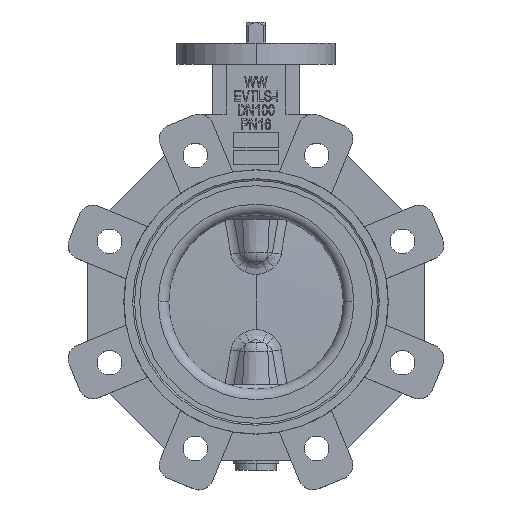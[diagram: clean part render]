
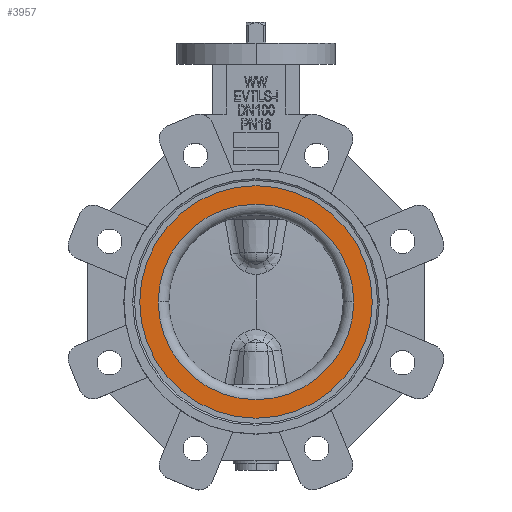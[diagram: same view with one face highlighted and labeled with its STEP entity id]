
A CAD part, top view. The second image highlights one B-rep face of the part: STEP entity #3957.
In plain terms, the highlighted planar face has unit normal (0, 0, 1).
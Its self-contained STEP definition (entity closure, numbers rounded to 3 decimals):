
#154 = DIRECTION ( 'NONE',  ( 1., 0., 0. ) ) ;
#769 = CARTESIAN_POINT ( 'NONE',  ( -66., 0., 27. ) ) ;
#1751 = DIRECTION ( 'NONE',  ( 1., 0., 0. ) ) ;
#1815 = CARTESIAN_POINT ( 'NONE',  ( 0., 0., 27. ) ) ;
#1952 = DIRECTION ( 'NONE',  ( 1., 0., 0. ) ) ;
#1994 = CIRCLE ( 'NONE', #5914, 66. ) ;
#2068 = ORIENTED_EDGE ( 'NONE', *, *, #4119, .F. ) ;
#2316 = DIRECTION ( 'NONE',  ( 1., 0., 0. ) ) ;
#2792 = EDGE_LOOP ( 'NONE', ( #3143, #2068 ) ) ;
#2956 = DIRECTION ( 'NONE',  ( -1., 0., 0. ) ) ;
#3143 = ORIENTED_EDGE ( 'NONE', *, *, #18032, .F. ) ;
#3180 = AXIS2_PLACEMENT_3D ( 'NONE', #16382, #7608, #2956 ) ;
#3697 = VERTEX_POINT ( 'NONE', #769 ) ;
#3957 = ADVANCED_FACE ( 'NONE', ( #14122, #8420 ), #17790, .F. ) ;
#4119 = EDGE_CURVE ( 'NONE', #6320, #10909, #15319, .T. ) ;
#5327 = CARTESIAN_POINT ( 'NONE',  ( 0., 0., 27. ) ) ;
#5914 = AXIS2_PLACEMENT_3D ( 'NONE', #5327, #19042, #2316 ) ;
#5956 = EDGE_CURVE ( 'NONE', #3697, #12361, #7866, .T. ) ;
#6289 = ORIENTED_EDGE ( 'NONE', *, *, #10059, .T. ) ;
#6320 = VERTEX_POINT ( 'NONE', #7587 ) ;
#7444 = CARTESIAN_POINT ( 'NONE',  ( 66., 0., 27. ) ) ;
#7587 = CARTESIAN_POINT ( 'NONE',  ( -55.5, 0., 27. ) ) ;
#7608 = DIRECTION ( 'NONE',  ( 0., 0., -1. ) ) ;
#7866 = CIRCLE ( 'NONE', #8856, 66. ) ;
#8006 = ORIENTED_EDGE ( 'NONE', *, *, #5956, .T. ) ;
#8076 = CARTESIAN_POINT ( 'NONE',  ( 0., 0., 27. ) ) ;
#8420 = FACE_OUTER_BOUND ( 'NONE', #14555, .T. ) ;
#8809 = CARTESIAN_POINT ( 'NONE',  ( 55.5, 0., 27. ) ) ;
#8856 = AXIS2_PLACEMENT_3D ( 'NONE', #8076, #11121, #1952 ) ;
#9223 = DIRECTION ( 'NONE',  ( 0., 0., 1. ) ) ;
#10059 = EDGE_CURVE ( 'NONE', #12361, #3697, #1994, .T. ) ;
#10703 = AXIS2_PLACEMENT_3D ( 'NONE', #12400, #9223, #154 ) ;
#10909 = VERTEX_POINT ( 'NONE', #8809 ) ;
#11121 = DIRECTION ( 'NONE',  ( 0., 0., 1. ) ) ;
#12361 = VERTEX_POINT ( 'NONE', #7444 ) ;
#12400 = CARTESIAN_POINT ( 'NONE',  ( 0., 0., 27. ) ) ;
#14122 = FACE_BOUND ( 'NONE', #2792, .T. ) ;
#14555 = EDGE_LOOP ( 'NONE', ( #6289, #8006 ) ) ;
#15319 = CIRCLE ( 'NONE', #10703, 55.5 ) ;
#15475 = DIRECTION ( 'NONE',  ( 0., 0., 1. ) ) ;
#16382 = CARTESIAN_POINT ( 'NONE',  ( 0., 55.5, 27. ) ) ;
#17790 = PLANE ( 'NONE',  #3180 ) ;
#18032 = EDGE_CURVE ( 'NONE', #10909, #6320, #18515, .T. ) ;
#18050 = AXIS2_PLACEMENT_3D ( 'NONE', #1815, #15475, #1751 ) ;
#18515 = CIRCLE ( 'NONE', #18050, 55.5 ) ;
#19042 = DIRECTION ( 'NONE',  ( 0., 0., 1. ) ) ;
